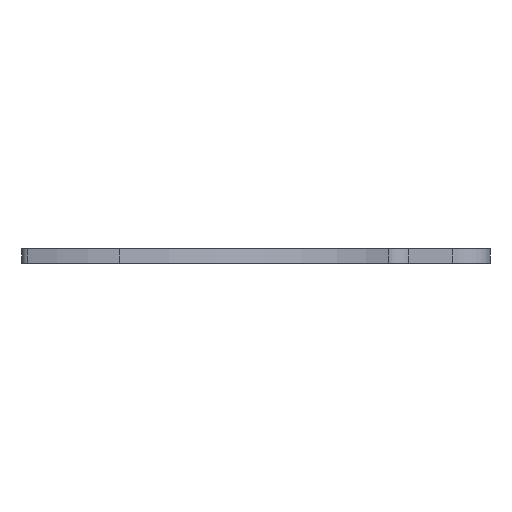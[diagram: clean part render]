
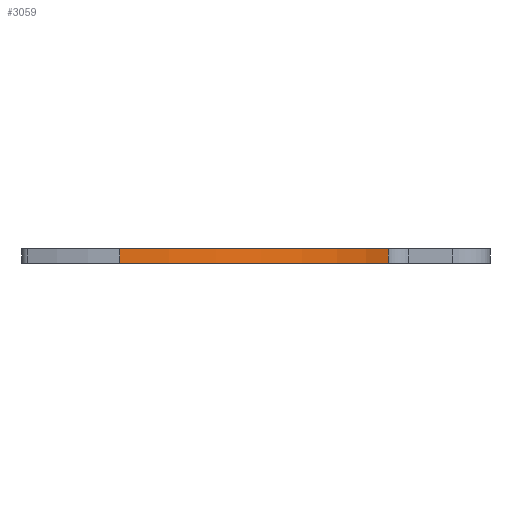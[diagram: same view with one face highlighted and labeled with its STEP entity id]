
A CAD part, left-side view. The second image highlights one B-rep face of the part: STEP entity #3059.
In plain terms, the highlighted cylindrical face has radius 39 mm (diameter 78 mm), a partial arc.
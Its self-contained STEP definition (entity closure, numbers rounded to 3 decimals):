
#168 = VERTEX_POINT ( 'NONE', #3642 ) ;
#203 = DIRECTION ( 'NONE',  ( 0., 0., -1. ) ) ;
#536 = CARTESIAN_POINT ( 'NONE',  ( -39., 0., 2. ) ) ;
#562 = DIRECTION ( 'NONE',  ( 0., 0., -1. ) ) ;
#583 = ORIENTED_EDGE ( 'NONE', *, *, #4686, .T. ) ;
#603 = AXIS2_PLACEMENT_3D ( 'NONE', #4910, #1254, #2668 ) ;
#742 = VERTEX_POINT ( 'NONE', #2838 ) ;
#1123 = VERTEX_POINT ( 'NONE', #536 ) ;
#1254 = DIRECTION ( 'NONE',  ( 0., 0., 1. ) ) ;
#1262 = VERTEX_POINT ( 'NONE', #5214 ) ;
#1549 = EDGE_CURVE ( 'NONE', #742, #1262, #4859, .T. ) ;
#1877 = EDGE_LOOP ( 'NONE', ( #5441, #2003, #583, #4539 ) ) ;
#2003 = ORIENTED_EDGE ( 'NONE', *, *, #2324, .T. ) ;
#2013 = AXIS2_PLACEMENT_3D ( 'NONE', #2371, #3221, #5534 ) ;
#2308 = VECTOR ( 'NONE', #562, 1000. ) ;
#2324 = EDGE_CURVE ( 'NONE', #1123, #168, #4306, .T. ) ;
#2371 = CARTESIAN_POINT ( 'NONE',  ( 0., 0., 0. ) ) ;
#2479 = AXIS2_PLACEMENT_3D ( 'NONE', #3847, #5658, #5211 ) ;
#2668 = DIRECTION ( 'NONE',  ( 1., 0., 0. ) ) ;
#2801 = CARTESIAN_POINT ( 'NONE',  ( -14.393, -36.247, 2. ) ) ;
#2838 = CARTESIAN_POINT ( 'NONE',  ( -14.393, -36.247, 2. ) ) ;
#3059 = ADVANCED_FACE ( 'NONE', ( #3432 ), #3400, .T. ) ;
#3221 = DIRECTION ( 'NONE',  ( 0., 0., 1. ) ) ;
#3400 = CYLINDRICAL_SURFACE ( 'NONE', #2479, 39. ) ;
#3432 = FACE_OUTER_BOUND ( 'NONE', #1877, .T. ) ;
#3642 = CARTESIAN_POINT ( 'NONE',  ( -39., 0., 0. ) ) ;
#3847 = CARTESIAN_POINT ( 'NONE',  ( 0., 0., 2. ) ) ;
#3862 = EDGE_CURVE ( 'NONE', #1123, #742, #5692, .T. ) ;
#4306 = LINE ( 'NONE', #4621, #2308 ) ;
#4539 = ORIENTED_EDGE ( 'NONE', *, *, #1549, .F. ) ;
#4621 = CARTESIAN_POINT ( 'NONE',  ( -39., 0., 2. ) ) ;
#4686 = EDGE_CURVE ( 'NONE', #168, #1262, #5605, .T. ) ;
#4859 = LINE ( 'NONE', #2801, #5231 ) ;
#4910 = CARTESIAN_POINT ( 'NONE',  ( 0., 0., 2. ) ) ;
#5211 = DIRECTION ( 'NONE',  ( -1., 0., 0. ) ) ;
#5214 = CARTESIAN_POINT ( 'NONE',  ( -14.393, -36.247, 0. ) ) ;
#5231 = VECTOR ( 'NONE', #203, 1000. ) ;
#5441 = ORIENTED_EDGE ( 'NONE', *, *, #3862, .F. ) ;
#5534 = DIRECTION ( 'NONE',  ( 1., 0., 0. ) ) ;
#5605 = CIRCLE ( 'NONE', #2013, 39. ) ;
#5658 = DIRECTION ( 'NONE',  ( 0., 0., -1. ) ) ;
#5692 = CIRCLE ( 'NONE', #603, 39. ) ;
